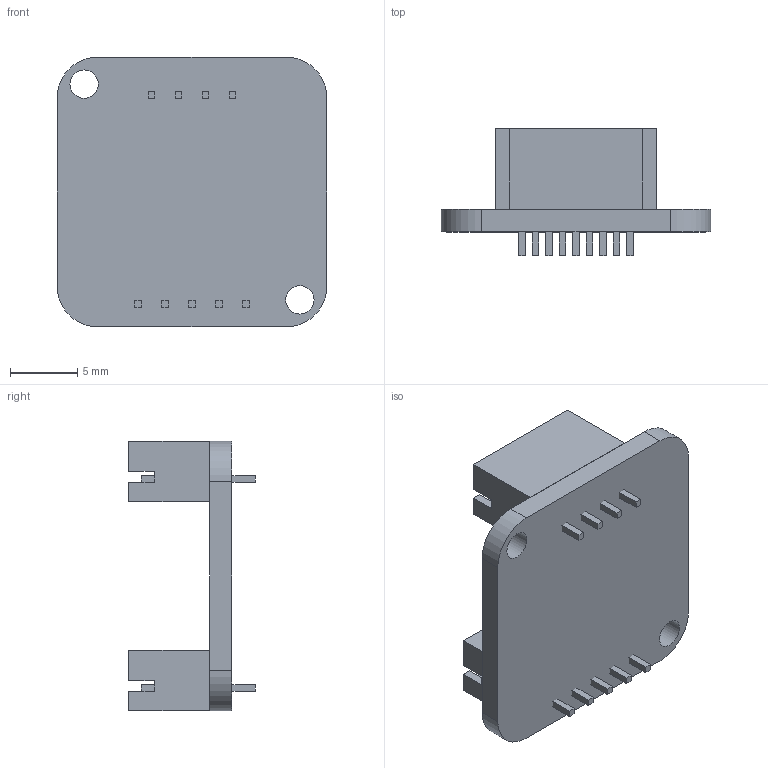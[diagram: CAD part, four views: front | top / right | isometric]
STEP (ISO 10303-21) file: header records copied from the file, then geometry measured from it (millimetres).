
FILE_DESCRIPTION(/* description */ (''),/* implementation_level */ '2;1');
FILE_NAME(/* name */ 'TMCM-1210.step',/* time_stamp */ '2019-05-15T10:26:33+02:00',/* author */ (''),/* organization */ (''),/* preprocessor_version */ 'ST-DEVELOPER v18',/* originating_system */ 'Autodesk Translation Framework v8.2.0.1029',/* authorisation */ '');
FILE_SCHEMA (('AUTOMOTIVE_DESIGN { 1 0 10303 214 3 1 1 }'));
Length unit declared in the file: millimetre
Products named in the file (4): TMCM-1210_Drive; PCB_bord; B4B-PH-K-S; B5B-PH-K-S
Assembly tree (3 placements, depth 2):
  TMCM-1210_Drive
    PCB_bord
    B4B-PH-K-S
    B5B-PH-K-S
Bounding box: 20 x 9.4 x 20 mm (x, y, z)
Volume: 922.2 mm3; surface area: 1753.8 mm2
Topology: 3 solids, 3 shells, 158 faces, 418 edges, 280 vertices
Faces by surface type: plane 152, cylinder 6
Full cylindrical faces by diameter (mm): 2.1 x2
Entity records: 5028 total; most frequent: CARTESIAN_POINT 863, ORIENTED_EDGE 836, DIRECTION 764, EDGE_CURVE 418, LINE 402, VECTOR 402, VERTEX_POINT 280, EDGE_LOOP 184
